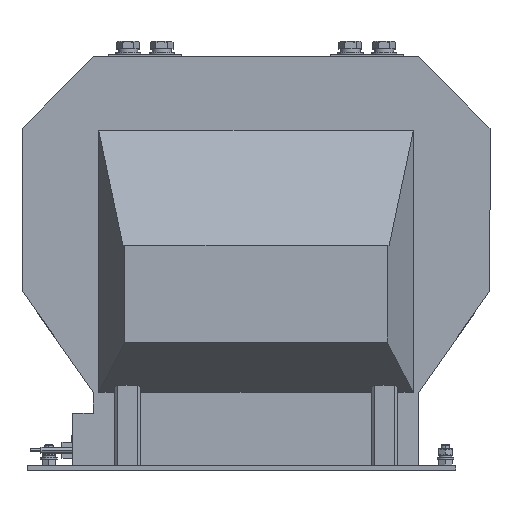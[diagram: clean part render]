
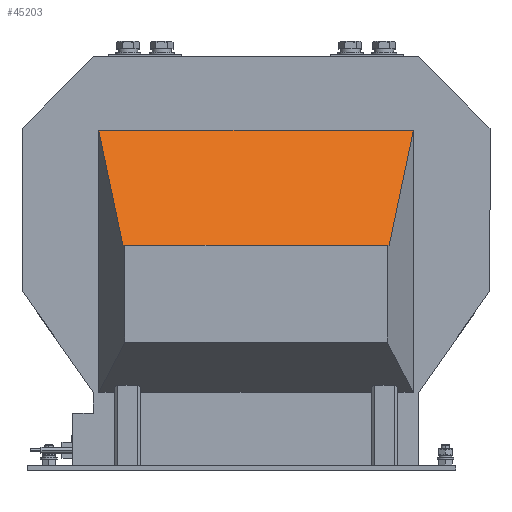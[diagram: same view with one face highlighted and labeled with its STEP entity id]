
A CAD part, top view. The second image highlights one B-rep face of the part: STEP entity #45203.
In plain terms, the highlighted planar face has unit normal (0, 0.5, 0.866).
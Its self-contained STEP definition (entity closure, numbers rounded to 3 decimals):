
#593 = EDGE_LOOP ( 'NONE', ( #29643, #27645, #43102, #19996 ) ) ;
#3427 = LINE ( 'NONE', #19597, #22763 ) ;
#5143 = EDGE_CURVE ( 'NONE', #23109, #15104, #28284, .T. ) ;
#5634 = PLANE ( 'NONE',  #10041 ) ;
#6479 = CARTESIAN_POINT ( 'NONE',  ( 135.277, 261.876, 641.903 ) ) ;
#8176 = DIRECTION ( 'NONE',  ( -0.18, -0.852, 0.492 ) ) ;
#10041 = AXIS2_PLACEMENT_3D ( 'NONE', #50141, #14148, #30239 ) ;
#12568 = DIRECTION ( 'NONE',  ( -1., 0., 0. ) ) ;
#14148 = DIRECTION ( 'NONE',  ( 0., -0.5, -0.866 ) ) ;
#14937 = LINE ( 'NONE', #31008, #23199 ) ;
#15104 = VERTEX_POINT ( 'NONE', #6479 ) ;
#19597 = CARTESIAN_POINT ( 'NONE',  ( 231.452, 371.861, 578.403 ) ) ;
#19787 = VECTOR ( 'NONE', #12568, 1000. ) ;
#19996 = ORIENTED_EDGE ( 'NONE', *, *, #22989, .F. ) ;
#22742 = EDGE_CURVE ( 'NONE', #15104, #51949, #32601, .T. ) ;
#22763 = VECTOR ( 'NONE', #35601, 1000. ) ;
#22989 = EDGE_CURVE ( 'NONE', #51949, #23707, #14937, .T. ) ;
#23109 = VERTEX_POINT ( 'NONE', #25472 ) ;
#23199 = VECTOR ( 'NONE', #46984, 1000. ) ;
#23707 = VERTEX_POINT ( 'NONE', #26946 ) ;
#25472 = CARTESIAN_POINT ( 'NONE',  ( 158.452, 371.861, 578.403 ) ) ;
#26946 = CARTESIAN_POINT ( 'NONE',  ( -141.548, 371.861, 578.403 ) ) ;
#27645 = ORIENTED_EDGE ( 'NONE', *, *, #5143, .F. ) ;
#28284 = LINE ( 'NONE', #44272, #45344 ) ;
#29643 = ORIENTED_EDGE ( 'NONE', *, *, #22742, .F. ) ;
#30239 = DIRECTION ( 'NONE',  ( 0., 0.866, -0.5 ) ) ;
#31008 = CARTESIAN_POINT ( 'NONE',  ( -101.784, 183.146, 687.358 ) ) ;
#32488 = CARTESIAN_POINT ( 'NONE',  ( -118.373, 261.876, 641.903 ) ) ;
#32601 = LINE ( 'NONE', #48587, #19787 ) ;
#35601 = DIRECTION ( 'NONE',  ( -1., 0., 0. ) ) ;
#41760 = FACE_OUTER_BOUND ( 'NONE', #593, .T. ) ;
#43102 = ORIENTED_EDGE ( 'NONE', *, *, #49206, .T. ) ;
#44272 = CARTESIAN_POINT ( 'NONE',  ( 118.687, 183.146, 687.358 ) ) ;
#45203 = ADVANCED_FACE ( 'NONE', ( #41760 ), #5634, .F. ) ;
#45344 = VECTOR ( 'NONE', #8176, 1000. ) ;
#46984 = DIRECTION ( 'NONE',  ( -0.18, 0.852, -0.492 ) ) ;
#48587 = CARTESIAN_POINT ( 'NONE',  ( 231.452, 261.876, 641.903 ) ) ;
#49206 = EDGE_CURVE ( 'NONE', #23109, #23707, #3427, .T. ) ;
#50141 = CARTESIAN_POINT ( 'NONE',  ( 231.452, 371.861, 578.403 ) ) ;
#51949 = VERTEX_POINT ( 'NONE', #32488 ) ;
